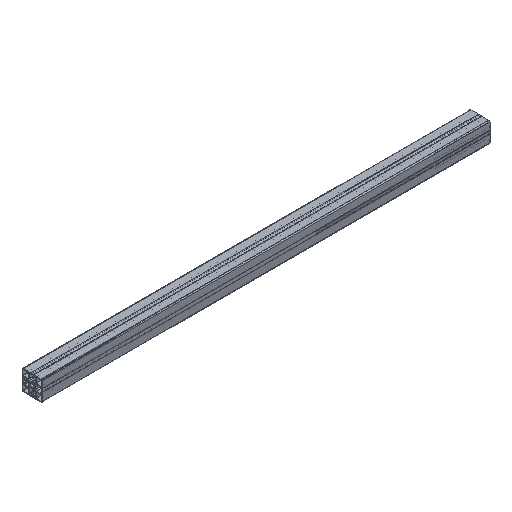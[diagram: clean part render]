
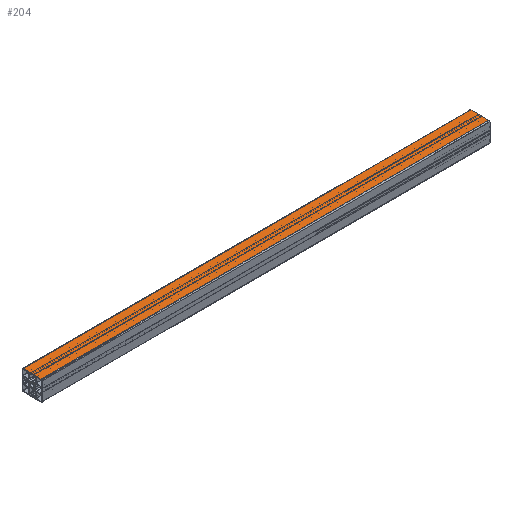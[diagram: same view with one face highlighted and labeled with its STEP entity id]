
A CAD part, isometric view. The second image highlights one B-rep face of the part: STEP entity #204.
In plain terms, the highlighted planar face has unit normal (0, 0, 1).
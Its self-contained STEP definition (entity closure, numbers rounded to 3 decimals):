
#204=ADVANCED_FACE('',(#430),#431,.F.);
#430=FACE_OUTER_BOUND('',#759,.T.);
#431=PLANE('',#760);
#759=EDGE_LOOP('',(#1620,#1621,#1622,#1623));
#760=AXIS2_PLACEMENT_3D('',#1624,#1625,#1626);
#1620=ORIENTED_EDGE('',*,*,#2496,.F.);
#1621=ORIENTED_EDGE('',*,*,#2704,.F.);
#1622=ORIENTED_EDGE('',*,*,#2653,.F.);
#1623=ORIENTED_EDGE('',*,*,#2705,.T.);
#1624=CARTESIAN_POINT('',(3000.0,0.,22.5));
#1625=DIRECTION('',(0.0,0.,-1.0));
#1626=DIRECTION('',(0.0,1.0,0.));
#2496=EDGE_CURVE('',#3101,#3103,#3104,.T.);
#2653=EDGE_CURVE('',#3415,#3402,#3417,.T.);
#2704=EDGE_CURVE('',#3402,#3101,#3468,.T.);
#2705=EDGE_CURVE('',#3415,#3103,#3469,.T.);
#3101=VERTEX_POINT('',#3934);
#3103=VERTEX_POINT('',#3936);
#3104=LINE('',#3937,#3938);
#3402=VERTEX_POINT('',#4306);
#3415=VERTEX_POINT('',#4322);
#3417=LINE('',#4324,#4325);
#3468=LINE('',#4426,#4427);
#3469=LINE('',#4428,#4429);
#3934=CARTESIAN_POINT('',(-500.0,-20.,22.5));
#3936=CARTESIAN_POINT('',(-500.0,20.,22.5));
#3937=CARTESIAN_POINT('',(-500.0,0.,22.5));
#3938=VECTOR('',#4936,1.0);
#4306=CARTESIAN_POINT('',(500.0,-20.,22.5));
#4322=CARTESIAN_POINT('',(500.0,20.,22.5));
#4324=CARTESIAN_POINT('',(500.0,0.,22.5));
#4325=VECTOR('',#5259,1.0);
#4426=CARTESIAN_POINT('',(3000.0,-20.,22.5));
#4427=VECTOR('',#5310,1.0);
#4428=CARTESIAN_POINT('',(3000.0,20.,22.5));
#4429=VECTOR('',#5311,1.0);
#4936=DIRECTION('',(0.0,1.0,0.));
#5259=DIRECTION('',(0.0,-1.0,0.));
#5310=DIRECTION('',(-1.0,0.0,0.0));
#5311=DIRECTION('',(-1.0,0.0,0.0));
